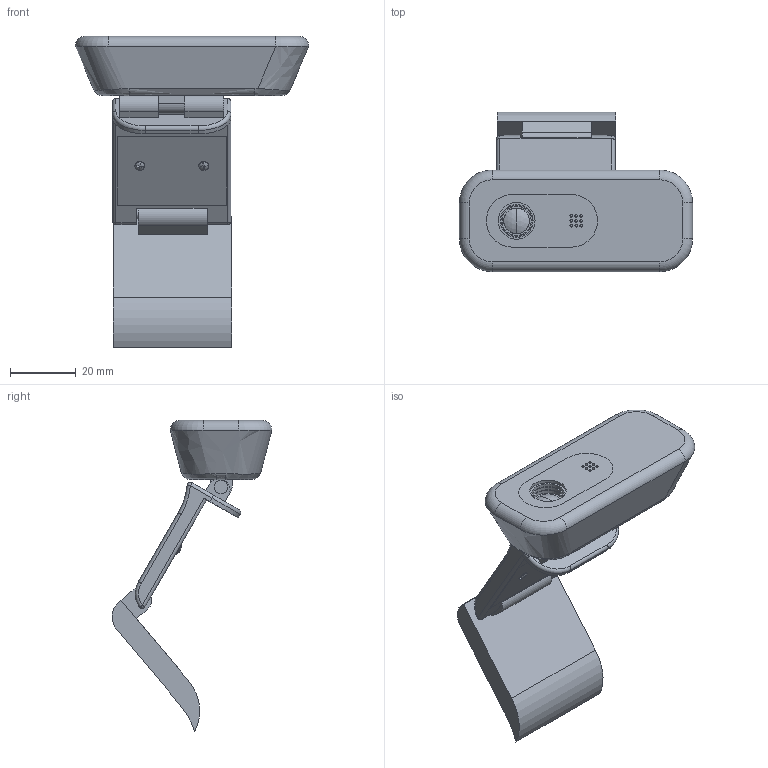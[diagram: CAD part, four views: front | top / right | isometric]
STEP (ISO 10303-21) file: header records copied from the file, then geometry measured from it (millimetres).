
FILE_DESCRIPTION (( 'STEP AP214' ), '1' );
FILE_NAME ('webcam.STEP', '2015-09-14T19:04:56', ( '' ), ( '' ), 'SwSTEP 2.0', 'SolidWorks 2014', '' );
FILE_SCHEMA (( 'AUTOMOTIVE_DESIGN' ));
Length unit declared in the file: millimetre
Products named in the file (12): camera_2; countersunk slotted raised head screw_iso_ISO 2010 - M1.6 x 4 --- 4N; Front; arm_2; lens; backplate; axle; axle 2; webcam; arm_1; housing; camera_1
Assembly tree (12 placements, depth 2):
  webcam
    Front
    camera_1
    housing
    arm_1
    axle
    backplate
    countersunk slotted raised head screw_iso_ISO 2010 - M1.6 x 4 --- 4N  x2
    arm_2
    axle 2
    lens
    camera_2
Bounding box: 70.9 x 48.54 x 94.6 mm (x, y, z)
Volume: 36530.8 mm3; surface area: 25125.5 mm2
Topology: 12 solids, 12 shells, 220 faces, 535 edges, 345 vertices
Faces by surface type: cylinder 97, plane 74, sphere 15, torus 14, bspline 12, cone 8
Entity records: 10347 total; most frequent: CARTESIAN_POINT 3823, DIRECTION 1104, ORIENTED_EDGE 974, EDGE_CURVE 487, AXIS2_PLACEMENT_3D 446, VERTEX_POINT 319, EDGE_LOOP 252, CIRCLE 239
